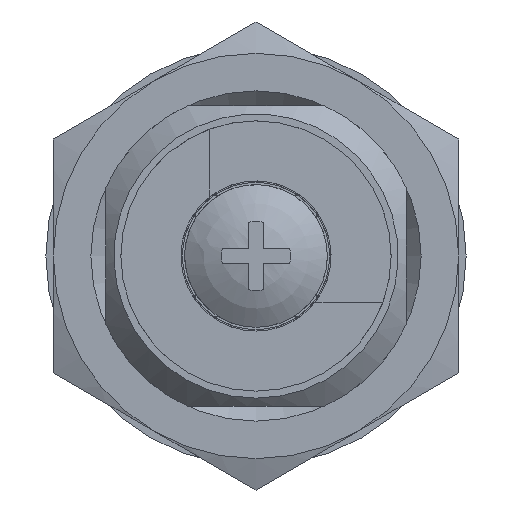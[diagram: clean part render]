
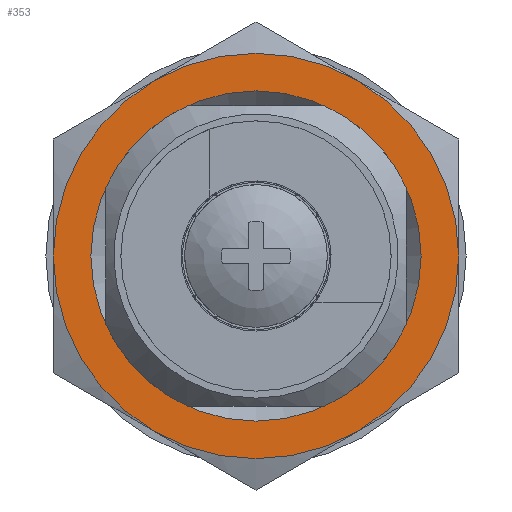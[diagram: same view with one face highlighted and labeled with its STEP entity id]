
A CAD part, front view. The second image highlights one B-rep face of the part: STEP entity #353.
In plain terms, the highlighted planar face has unit normal (0, -1, 0).
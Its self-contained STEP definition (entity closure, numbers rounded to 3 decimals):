
#353 = ADVANCED_FACE( '', ( #701, #702 ), #703, .T. );
#701 = FACE_OUTER_BOUND( '', #1053, .T. );
#702 = FACE_BOUND( '', #1054, .T. );
#703 = PLANE( '', #1055 );
#1053 = EDGE_LOOP( '', ( #1742, #1743, #1744, #1745, #1746, #1747 ) );
#1054 = EDGE_LOOP( '', ( #1748 ) );
#1055 = AXIS2_PLACEMENT_3D( '', #1749, #1750, #1751 );
#1742 = ORIENTED_EDGE( '', *, *, #2213, .T. );
#1743 = ORIENTED_EDGE( '', *, *, #1998, .T. );
#1744 = ORIENTED_EDGE( '', *, *, #2223, .T. );
#1745 = ORIENTED_EDGE( '', *, *, #2224, .T. );
#1746 = ORIENTED_EDGE( '', *, *, #2225, .T. );
#1747 = ORIENTED_EDGE( '', *, *, #2154, .T. );
#1748 = ORIENTED_EDGE( '', *, *, #2106, .F. );
#1749 = CARTESIAN_POINT( '', ( 11., -4.8, 0. ) );
#1750 = DIRECTION( '', ( 0., -1., 0. ) );
#1751 = DIRECTION( '', ( 0., 0., -1. ) );
#1998 = EDGE_CURVE( '', #2334, #2335, #2336, .T. );
#2106 = EDGE_CURVE( '', #2511, #2511, #2512, .T. );
#2154 = EDGE_CURVE( '', #2576, #2577, #2578, .T. );
#2213 = EDGE_CURVE( '', #2577, #2334, #2658, .T. );
#2223 = EDGE_CURVE( '', #2335, #2571, #2668, .T. );
#2224 = EDGE_CURVE( '', #2571, #2669, #2670, .T. );
#2225 = EDGE_CURVE( '', #2669, #2576, #2671, .T. );
#2334 = VERTEX_POINT( '', #2861 );
#2335 = VERTEX_POINT( '', #2862 );
#2336 = CIRCLE( '', #2863, 13.5 );
#2511 = VERTEX_POINT( '', #3105 );
#2512 = CIRCLE( '', #3106, 11. );
#2571 = VERTEX_POINT( '', #3213 );
#2576 = VERTEX_POINT( '', #3228 );
#2577 = VERTEX_POINT( '', #3229 );
#2578 = CIRCLE( '', #3230, 13.5 );
#2658 = CIRCLE( '', #3352, 13.5 );
#2668 = CIRCLE( '', #3364, 13.5 );
#2669 = VERTEX_POINT( '', #3365 );
#2670 = CIRCLE( '', #3366, 13.5 );
#2671 = CIRCLE( '', #3367, 13.5 );
#2861 = CARTESIAN_POINT( '', ( 13.5, -4.8, 0. ) );
#2862 = CARTESIAN_POINT( '', ( 6.75, -4.8, 11.691 ) );
#2863 = AXIS2_PLACEMENT_3D( '', #3487, #3488, #3489 );
#3105 = CARTESIAN_POINT( '', ( 0., -4.8, -11. ) );
#3106 = AXIS2_PLACEMENT_3D( '', #3647, #3648, #3649 );
#3213 = CARTESIAN_POINT( '', ( -6.75, -4.8, 11.691 ) );
#3228 = CARTESIAN_POINT( '', ( -6.75, -4.8, -11.691 ) );
#3229 = CARTESIAN_POINT( '', ( 6.75, -4.8, -11.691 ) );
#3230 = AXIS2_PLACEMENT_3D( '', #3680, #3681, #3682 );
#3352 = AXIS2_PLACEMENT_3D( '', #3748, #3749, #3750 );
#3364 = AXIS2_PLACEMENT_3D( '', #3759, #3760, #3761 );
#3365 = CARTESIAN_POINT( '', ( -13.5, -4.8, 0. ) );
#3366 = AXIS2_PLACEMENT_3D( '', #3762, #3763, #3764 );
#3367 = AXIS2_PLACEMENT_3D( '', #3765, #3766, #3767 );
#3487 = CARTESIAN_POINT( '', ( 0., -4.8, 0. ) );
#3488 = DIRECTION( '', ( 0., -1., 0. ) );
#3489 = DIRECTION( '', ( 0., 0., -1. ) );
#3647 = CARTESIAN_POINT( '', ( 0., -4.8, 0. ) );
#3648 = DIRECTION( '', ( 0., -1., 0. ) );
#3649 = DIRECTION( '', ( 0., 0., -1. ) );
#3680 = CARTESIAN_POINT( '', ( 0., -4.8, 0. ) );
#3681 = DIRECTION( '', ( 0., -1., 0. ) );
#3682 = DIRECTION( '', ( 0., 0., -1. ) );
#3748 = CARTESIAN_POINT( '', ( 0., -4.8, 0. ) );
#3749 = DIRECTION( '', ( 0., -1., 0. ) );
#3750 = DIRECTION( '', ( 0., 0., -1. ) );
#3759 = CARTESIAN_POINT( '', ( 0., -4.8, 0. ) );
#3760 = DIRECTION( '', ( 0., -1., 0. ) );
#3761 = DIRECTION( '', ( 0., 0., -1. ) );
#3762 = CARTESIAN_POINT( '', ( 0., -4.8, 0. ) );
#3763 = DIRECTION( '', ( 0., -1., 0. ) );
#3764 = DIRECTION( '', ( 0., 0., -1. ) );
#3765 = CARTESIAN_POINT( '', ( 0., -4.8, 0. ) );
#3766 = DIRECTION( '', ( 0., -1., 0. ) );
#3767 = DIRECTION( '', ( 0., 0., -1. ) );
